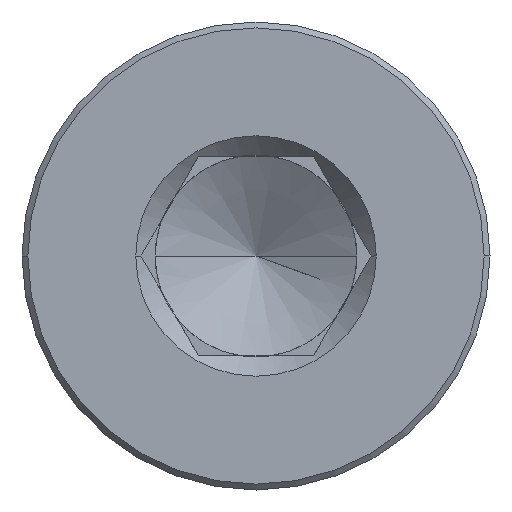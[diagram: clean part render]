
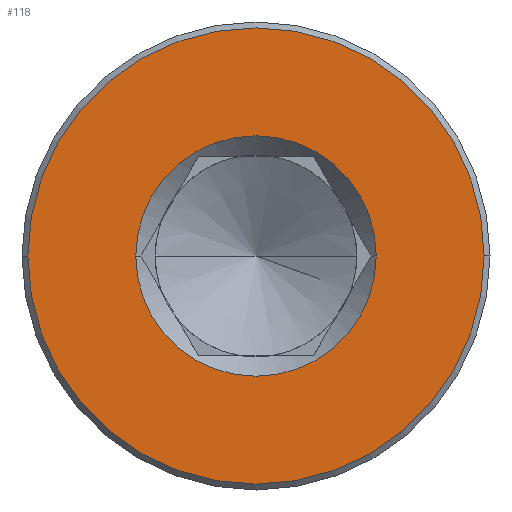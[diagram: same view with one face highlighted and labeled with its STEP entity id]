
A CAD part, left-side view. The second image highlights one B-rep face of the part: STEP entity #118.
In plain terms, the highlighted planar face has unit normal (-1, 0, 0).
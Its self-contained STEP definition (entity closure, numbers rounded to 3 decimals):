
#118 = ADVANCED_FACE( '', ( #210, #211 ), #212, .T. );
#210 = FACE_BOUND( '', #305, .T. );
#211 = FACE_OUTER_BOUND( '', #306, .T. );
#212 = PLANE( '', #307 );
#305 = EDGE_LOOP( '', ( #634, #635 ) );
#306 = EDGE_LOOP( '', ( #636, #637 ) );
#307 = AXIS2_PLACEMENT_3D( '', #638, #639, #640 );
#634 = ORIENTED_EDGE( '', *, *, #762, .F. );
#635 = ORIENTED_EDGE( '', *, *, #716, .F. );
#636 = ORIENTED_EDGE( '', *, *, #688, .T. );
#637 = ORIENTED_EDGE( '', *, *, #773, .T. );
#638 = CARTESIAN_POINT( '', ( -3.25, 14.85, 0. ) );
#639 = DIRECTION( '', ( -1., 0., 0. ) );
#640 = DIRECTION( '', ( 0., 1., 0. ) );
#688 = EDGE_CURVE( '', #811, #815, #817, .T. );
#716 = EDGE_CURVE( '', #863, #852, #865, .T. );
#762 = EDGE_CURVE( '', #852, #863, #937, .T. );
#773 = EDGE_CURVE( '', #815, #811, #948, .T. );
#811 = VERTEX_POINT( '', #996 );
#815 = VERTEX_POINT( '', #1001 );
#817 = CIRCLE( '', #1004, 19.45 );
#852 = VERTEX_POINT( '', #1051 );
#863 = VERTEX_POINT( '', #1117 );
#865 = CIRCLE( '', #1120, 10.25 );
#937 = CIRCLE( '', #1274, 10.25 );
#948 = CIRCLE( '', #1285, 19.45 );
#996 = CARTESIAN_POINT( '', ( -3.25, 19.45, 0. ) );
#1001 = CARTESIAN_POINT( '', ( -3.25, -19.45, 0. ) );
#1004 = AXIS2_PLACEMENT_3D( '', #1328, #1329, #1330 );
#1051 = CARTESIAN_POINT( '', ( -3.25, 10.25, 0. ) );
#1117 = CARTESIAN_POINT( '', ( -3.25, -10.25, 0. ) );
#1120 = AXIS2_PLACEMENT_3D( '', #1366, #1367, #1368 );
#1274 = AXIS2_PLACEMENT_3D( '', #1430, #1431, #1432 );
#1285 = AXIS2_PLACEMENT_3D( '', #1463, #1464, #1465 );
#1328 = CARTESIAN_POINT( '', ( -3.25, 0., 0. ) );
#1329 = DIRECTION( '', ( -1., 0., 0. ) );
#1330 = DIRECTION( '', ( 0., 1., 0. ) );
#1366 = CARTESIAN_POINT( '', ( -3.25, 0., 0. ) );
#1367 = DIRECTION( '', ( -1., 0., 0. ) );
#1368 = DIRECTION( '', ( 0., 1., 0. ) );
#1430 = CARTESIAN_POINT( '', ( -3.25, 0., 0. ) );
#1431 = DIRECTION( '', ( -1., 0., 0. ) );
#1432 = DIRECTION( '', ( 0., 1., 0. ) );
#1463 = CARTESIAN_POINT( '', ( -3.25, 0., 0. ) );
#1464 = DIRECTION( '', ( -1., 0., 0. ) );
#1465 = DIRECTION( '', ( 0., 1., 0. ) );
